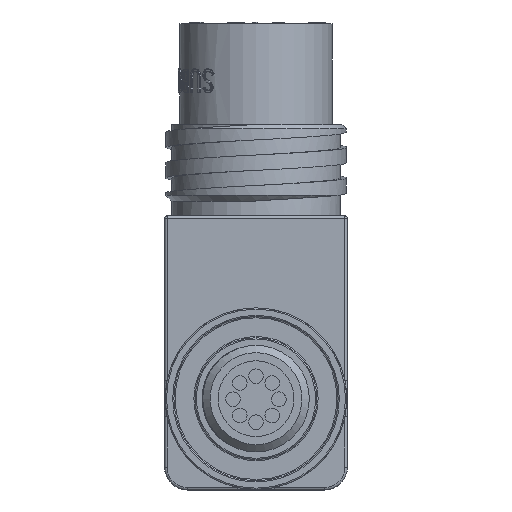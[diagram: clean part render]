
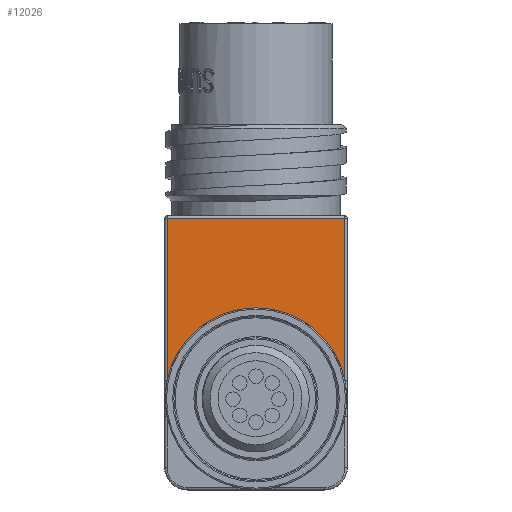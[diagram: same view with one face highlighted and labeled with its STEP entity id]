
A CAD part, front view. The second image highlights one B-rep face of the part: STEP entity #12026.
In plain terms, the highlighted planar face has unit normal (0, -1, 0).
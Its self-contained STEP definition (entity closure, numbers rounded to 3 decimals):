
#404=PLANE('',#13145);
#887=FACE_OUTER_BOUND('',#1574,.T.);
#1574=EDGE_LOOP('',(#8811,#8812,#8813,#8814));
#2536=CIRCLE('',#13133,9.462);
#3386=LINE('',#33747,#4109);
#3387=LINE('',#33748,#4110);
#3388=LINE('',#33749,#4111);
#4109=VECTOR('',#15261,1000.);
#4110=VECTOR('',#15262,1000.);
#4111=VECTOR('',#15263,1000.);
#5212=VERTEX_POINT('',#32987);
#5213=VERTEX_POINT('',#32998);
#5268=VERTEX_POINT('',#33745);
#5269=VERTEX_POINT('',#33746);
#6552=EDGE_CURVE('',#5212,#5213,#2536,.T.);
#6613=EDGE_CURVE('',#5268,#5269,#3386,.T.);
#6614=EDGE_CURVE('',#5269,#5213,#3387,.T.);
#6615=EDGE_CURVE('',#5212,#5268,#3388,.T.);
#8811=ORIENTED_EDGE('',*,*,#6613,.T.);
#8812=ORIENTED_EDGE('',*,*,#6614,.T.);
#8813=ORIENTED_EDGE('',*,*,#6552,.F.);
#8814=ORIENTED_EDGE('',*,*,#6615,.T.);
#12026=ADVANCED_FACE('',(#887),#404,.F.);
#13133=AXIS2_PLACEMENT_3D('',#32999,#15208,#15209);
#13145=AXIS2_PLACEMENT_3D('',#33744,#15259,#15260);
#15208=DIRECTION('center_axis',(0.,-1.,0.));
#15209=DIRECTION('ref_axis',(1.,0.,0.));
#15259=DIRECTION('center_axis',(0.,1.,0.));
#15260=DIRECTION('ref_axis',(1.,0.,0.));
#15261=DIRECTION('',(-1.,0.,0.));
#15262=DIRECTION('',(0.,0.,-1.));
#15263=DIRECTION('',(0.,0.,1.));
#32987=CARTESIAN_POINT('',(18.796,-19.05,-26.686));
#32998=CARTESIAN_POINT('',(0.254,-19.05,-26.686));
#32999=CARTESIAN_POINT('Origin',(9.525,-19.05,-28.575));
#33744=CARTESIAN_POINT('Origin',(19.05,-19.05,0.));
#33745=CARTESIAN_POINT('',(18.796,-19.05,-9.779));
#33746=CARTESIAN_POINT('',(0.254,-19.05,-9.779));
#33747=CARTESIAN_POINT('',(0.,-19.05,-9.779));
#33748=CARTESIAN_POINT('',(0.254,-19.05,-35.719));
#33749=CARTESIAN_POINT('',(18.796,-19.05,0.));
